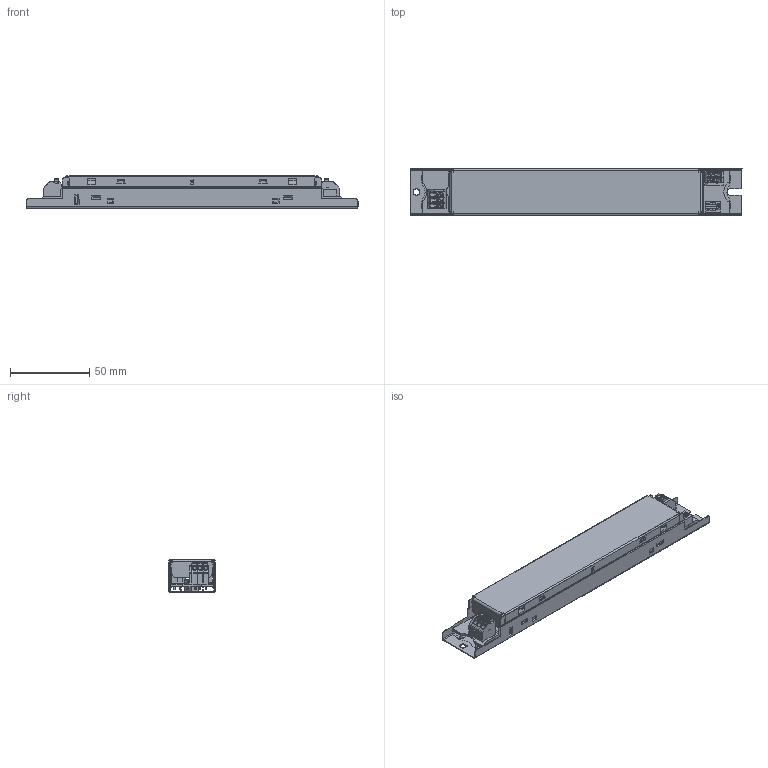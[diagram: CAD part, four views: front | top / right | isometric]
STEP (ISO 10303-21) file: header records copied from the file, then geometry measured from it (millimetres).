
FILE_DESCRIPTION(/* description */ ('','CAx-IF Rec.Pracs.---Representation and Presentation of Product Manufacturing Information (PMI)---3.8---2014-02-18'),/* implementation_level */ '2;1');
FILE_NAME(/* name */ 'Driver L210x30x21mm_iso.stp',/* time_stamp */ '2022-10-12T10:08:10+08:00',/* author */ ('310079203'),/* organization */ (''),/* preprocessor_version */ 'ST-DEVELOPER v16.5',/* originating_system */ 'Autodesk Inventor 2017',/* authorisation */ '');
FILE_SCHEMA (('AP242_MANAGED_MODEL_BASED_3D_ENGINEERING_MIM_LF { 1 0 10303 442 1 1 4 }'));
Products named in the file (1): Driver L210x30x21mm_iso
Bounding box: 210 x 29.4 x 20.8 mm (x, y, z)
Volume: 21928.1 mm3; surface area: 75236.2 mm2
Topology: 3 solids, 9 shells, 1863 faces, 5053 edges, 3246 vertices
Faces by surface type: plane 1223, cylinder 469, bspline 75, torus 40, sphere 32, cone 24
Full cylindrical faces by diameter (mm): 3 x5
Entity records: 61287 total; most frequent: CARTESIAN_POINT 12209, ORIENTED_EDGE 10054, DIRECTION 9580, EDGE_CURVE 5027, LINE 3830, VECTOR 3830, VERTEX_POINT 3241, AXIS2_PLACEMENT_3D 2875
